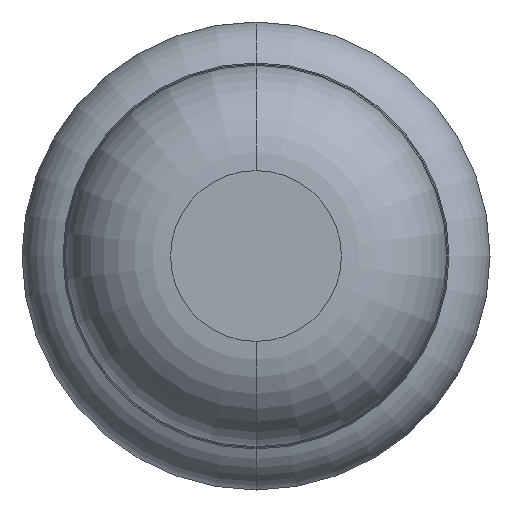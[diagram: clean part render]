
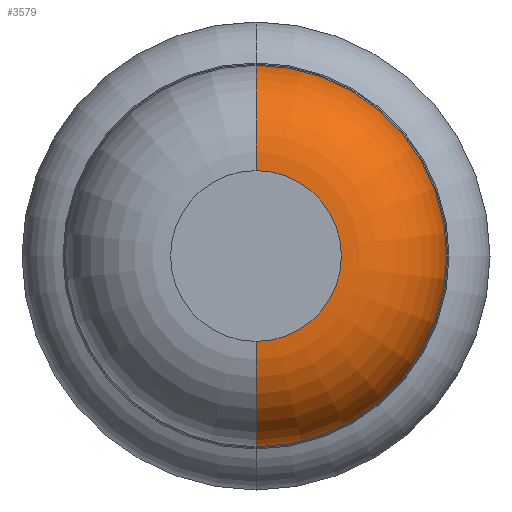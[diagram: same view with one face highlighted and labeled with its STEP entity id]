
A CAD part, front view. The second image highlights one B-rep face of the part: STEP entity #3579.
In plain terms, the highlighted toroidal (fillet/blend) face has major radius 0.365 mm and minor radius 0.45 mm.
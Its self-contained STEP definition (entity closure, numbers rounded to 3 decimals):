
#45 = AXIS2_PLACEMENT_3D ( 'NONE', #715, #3785, #3801 ) ;
#107 = AXIS2_PLACEMENT_3D ( 'NONE', #3333, #2745, #1546 ) ;
#155 = CARTESIAN_POINT ( 'NONE',  ( 0., -34.45, -0.815 ) ) ;
#159 = CARTESIAN_POINT ( 'NONE',  ( 0., -34.9, 0. ) ) ;
#298 = CARTESIAN_POINT ( 'NONE',  ( 0., -34.45, 0.815 ) ) ;
#509 = CIRCLE ( 'NONE', #2269, 0.365 ) ;
#715 = CARTESIAN_POINT ( 'NONE',  ( 0., -34.45, -0.365 ) ) ;
#793 = EDGE_CURVE ( 'NONE', #2725, #3059, #1904, .T. ) ;
#813 = EDGE_LOOP ( 'NONE', ( #2967, #2681, #932, #3298 ) ) ;
#932 = ORIENTED_EDGE ( 'NONE', *, *, #3363, .F. ) ;
#957 = EDGE_CURVE ( 'Defeature ausgef�hrt1_3+Defeature ausgef�hrt1_2+Defeature ausgef�hrt1_2+Defeature ausgef�hrt1_2', #2725, #3710, #509, .T. ) ;
#1027 = DIRECTION ( 'NONE',  ( 0., 1., 0. ) ) ;
#1325 = TOROIDAL_SURFACE ( 'NONE', #3555, 0.365, 0.45 ) ;
#1546 = DIRECTION ( 'NONE',  ( 0., 0., 1. ) ) ;
#1685 = DIRECTION ( 'NONE',  ( 0., 0., 1. ) ) ;
#1904 = CIRCLE ( 'NONE', #107, 0.45 ) ;
#1980 = DIRECTION ( 'NONE',  ( 0., 1., 0. ) ) ;
#2197 = CIRCLE ( 'NONE', #3924, 0.815 ) ;
#2269 = AXIS2_PLACEMENT_3D ( 'NONE', #159, #1980, #3216 ) ;
#2303 = DIRECTION ( 'NONE',  ( 0., 0., 1. ) ) ;
#2470 = EDGE_CURVE ( 'NONE', #3710, #3900, #2655, .T. ) ;
#2498 = CARTESIAN_POINT ( 'NONE',  ( 0., -34.9, -0.365 ) ) ;
#2655 = CIRCLE ( 'NONE', #45, 0.45 ) ;
#2681 = ORIENTED_EDGE ( 'NONE', *, *, #2470, .T. ) ;
#2725 = VERTEX_POINT ( 'NONE', #3460 ) ;
#2745 = DIRECTION ( 'NONE',  ( -1., 0., 0. ) ) ;
#2967 = ORIENTED_EDGE ( 'NONE', *, *, #957, .T. ) ;
#3059 = VERTEX_POINT ( 'NONE', #298 ) ;
#3216 = DIRECTION ( 'NONE',  ( 0., 0., 1. ) ) ;
#3298 = ORIENTED_EDGE ( 'NONE', *, *, #793, .F. ) ;
#3333 = CARTESIAN_POINT ( 'NONE',  ( 0., -34.45, 0.365 ) ) ;
#3363 = EDGE_CURVE ( 'Defeature ausgef�hrt1_4+Defeature ausgef�hrt1_3+Defeature ausgef�hrt1_3+Defeature ausgef�hrt1_3', #3059, #3900, #2197, .T. ) ;
#3422 = CARTESIAN_POINT ( 'NONE',  ( 0., -34.45, 0. ) ) ;
#3460 = CARTESIAN_POINT ( 'NONE',  ( 0., -34.9, 0.365 ) ) ;
#3555 = AXIS2_PLACEMENT_3D ( 'NONE', #3571, #3869, #2303 ) ;
#3571 = CARTESIAN_POINT ( 'NONE',  ( 0., -34.45, 0. ) ) ;
#3579 = ADVANCED_FACE ( 'Defeature ausgef�hrt1_3', ( #3724 ), #1325, .T. ) ;
#3710 = VERTEX_POINT ( 'NONE', #2498 ) ;
#3724 = FACE_OUTER_BOUND ( 'NONE', #813, .T. ) ;
#3785 = DIRECTION ( 'NONE',  ( 1., 0., 0. ) ) ;
#3801 = DIRECTION ( 'NONE',  ( 0., 0., -1. ) ) ;
#3869 = DIRECTION ( 'NONE',  ( 0., 1., 0. ) ) ;
#3900 = VERTEX_POINT ( 'NONE', #155 ) ;
#3924 = AXIS2_PLACEMENT_3D ( 'NONE', #3422, #1027, #1685 ) ;
